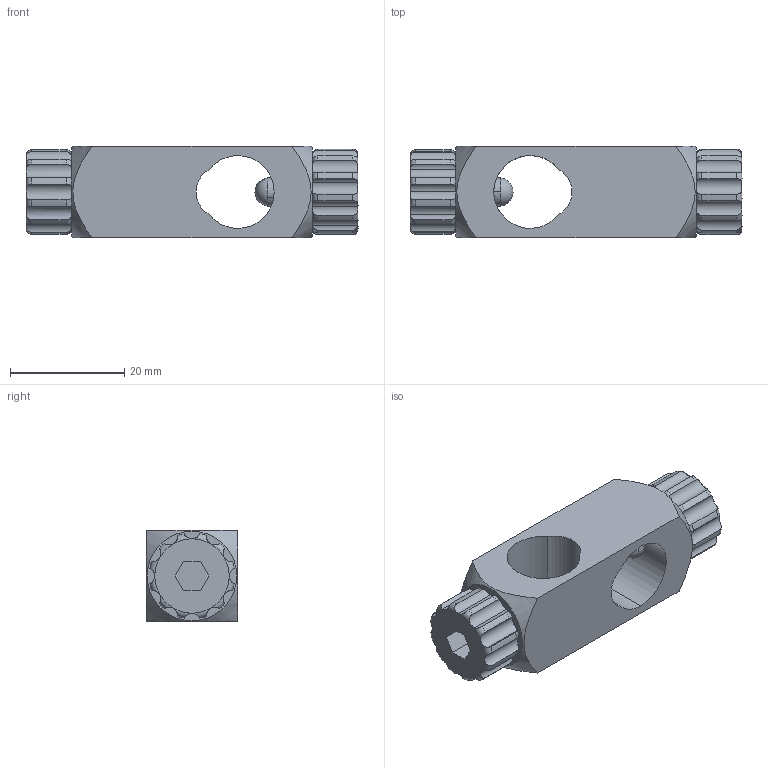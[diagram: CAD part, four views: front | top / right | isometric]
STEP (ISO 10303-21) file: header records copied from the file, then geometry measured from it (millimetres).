
FILE_DESCRIPTION (( 'STEP AP203' ), '1' );
FILE_NAME ('02CAP-1(M).STEP', '2019-10-31T03:21:04', ( '' ), ( '' ), 'SwSTEP 2.0', 'SolidWorks 2016', '' );
FILE_SCHEMA (( 'CONFIG_CONTROL_DESIGN' ));
Length unit declared in the file: millimetre
Products named in the file (1): 02CAP-1(M)
Bounding box: 58 x 16 x 16 mm (x, y, z)
Volume: 8743.7 mm3; surface area: 5851.5 mm2
Topology: 3 solids, 3 shells, 157 faces, 387 edges, 240 vertices
Faces by surface type: cylinder 73, torus 52, plane 24, cone 4, sphere 4
Entity records: 5934 total; most frequent: CARTESIAN_POINT 2275, ORIENTED_EDGE 774, DIRECTION 717, EDGE_CURVE 387, AXIS2_PLACEMENT_3D 300, VERTEX_POINT 240, EDGE_LOOP 169, FACE_OUTER_BOUND 157
